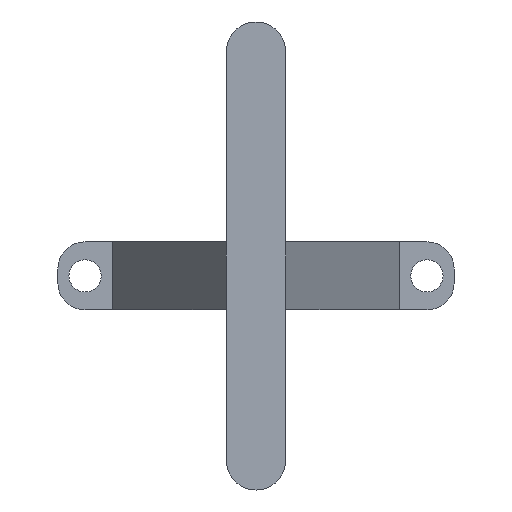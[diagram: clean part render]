
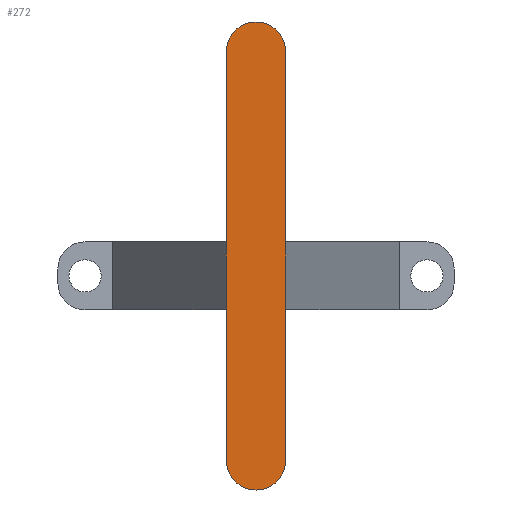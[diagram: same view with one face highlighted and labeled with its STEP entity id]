
A CAD part, front view. The second image highlights one B-rep face of the part: STEP entity #272.
In plain terms, the highlighted planar face has unit normal (0, -1, 0).
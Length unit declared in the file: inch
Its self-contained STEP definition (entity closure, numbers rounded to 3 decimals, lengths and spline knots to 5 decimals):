
#20 = ORIENTED_EDGE ( 'NONE', *, *, #977, .T. ) ;
#46 = ORIENTED_EDGE ( 'NONE', *, *, #137, .T. ) ;
#125 = LINE ( 'NONE', #282, #377 ) ;
#137 = EDGE_CURVE ( 'NONE', #965, #1017, #362, .T. ) ;
#159 = ORIENTED_EDGE ( 'NONE', *, *, #484, .T. ) ;
#161 = DIRECTION ( 'NONE',  ( 0., 0., 1. ) ) ;
#179 = DIRECTION ( 'NONE',  ( 0., 0., 1. ) ) ;
#212 = AXIS2_PLACEMENT_3D ( 'NONE', #408, #343, #179 ) ;
#233 = CARTESIAN_POINT ( 'NONE',  ( -0.15995, -3.65446, 1.64601 ) ) ;
#238 = DIRECTION ( 'NONE',  ( 0., 0., -1. ) ) ;
#272 = ADVANCED_FACE ( 'NONE', ( #758 ), #896, .F. ) ;
#282 = CARTESIAN_POINT ( 'NONE',  ( 0.27627, -3.65446, 1.64601 ) ) ;
#307 = CARTESIAN_POINT ( 'NONE',  ( 0.05816, -3.65446, -1.35399 ) ) ;
#328 = CARTESIAN_POINT ( 'NONE',  ( 0.05816, -3.65446, 1.64601 ) ) ;
#343 = DIRECTION ( 'NONE',  ( 0., 1., 0. ) ) ;
#362 = CIRCLE ( 'NONE', #614, 0.21811 ) ;
#377 = VECTOR ( 'NONE', #438, 39.37008 ) ;
#378 = ORIENTED_EDGE ( 'NONE', *, *, #902, .T. ) ;
#408 = CARTESIAN_POINT ( 'NONE',  ( 0.05816, -3.65446, 1.64601 ) ) ;
#438 = DIRECTION ( 'NONE',  ( 0., 0., 1. ) ) ;
#446 = AXIS2_PLACEMENT_3D ( 'NONE', #562, #948, #161 ) ;
#481 = CARTESIAN_POINT ( 'NONE',  ( 0.05816, -3.65446, 1.86412 ) ) ;
#484 = EDGE_CURVE ( 'NONE', #1017, #885, #686, .T. ) ;
#507 = DIRECTION ( 'NONE',  ( 0., 0., 1. ) ) ;
#547 = DIRECTION ( 'NONE',  ( 0., -1., 0. ) ) ;
#556 = ORIENTED_EDGE ( 'NONE', *, *, #814, .T. ) ;
#562 = CARTESIAN_POINT ( 'NONE',  ( 0.05816, -3.65446, 1.64601 ) ) ;
#612 = VECTOR ( 'NONE', #238, 39.37008 ) ;
#614 = AXIS2_PLACEMENT_3D ( 'NONE', #328, #547, #507 ) ;
#641 = CARTESIAN_POINT ( 'NONE',  ( -0.15995, -3.65446, -1.35399 ) ) ;
#686 = CIRCLE ( 'NONE', #446, 0.21811 ) ;
#705 = AXIS2_PLACEMENT_3D ( 'NONE', #307, #946, #877 ) ;
#740 = CIRCLE ( 'NONE', #705, 0.21811 ) ;
#758 = FACE_OUTER_BOUND ( 'NONE', #846, .T. ) ;
#778 = CARTESIAN_POINT ( 'NONE',  ( 0.27627, -3.65446, 1.64601 ) ) ;
#814 = EDGE_CURVE ( 'NONE', #986, #965, #125, .T. ) ;
#846 = EDGE_LOOP ( 'NONE', ( #46, #159, #20, #378, #556 ) ) ;
#860 = CARTESIAN_POINT ( 'NONE',  ( -0.15995, -3.65446, 1.64601 ) ) ;
#877 = DIRECTION ( 'NONE',  ( 0., 0., -1. ) ) ;
#885 = VERTEX_POINT ( 'NONE', #860 ) ;
#896 = PLANE ( 'NONE',  #212 ) ;
#902 = EDGE_CURVE ( 'NONE', #950, #986, #740, .T. ) ;
#946 = DIRECTION ( 'NONE',  ( 0., -1., 0. ) ) ;
#948 = DIRECTION ( 'NONE',  ( 0., -1., 0. ) ) ;
#950 = VERTEX_POINT ( 'NONE', #641 ) ;
#951 = LINE ( 'NONE', #233, #612 ) ;
#965 = VERTEX_POINT ( 'NONE', #778 ) ;
#977 = EDGE_CURVE ( 'NONE', #885, #950, #951, .T. ) ;
#986 = VERTEX_POINT ( 'NONE', #1029 ) ;
#1017 = VERTEX_POINT ( 'NONE', #481 ) ;
#1029 = CARTESIAN_POINT ( 'NONE',  ( 0.27627, -3.65446, -1.35399 ) ) ;
